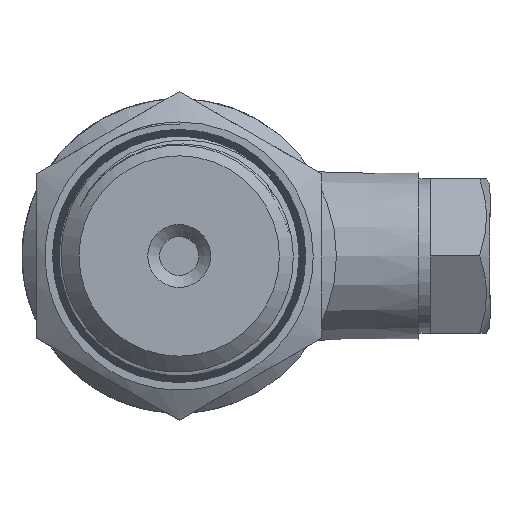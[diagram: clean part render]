
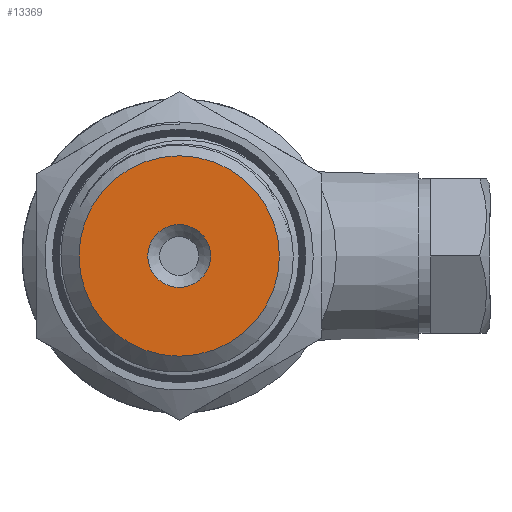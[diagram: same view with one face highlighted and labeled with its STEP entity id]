
A CAD part, left-side view. The second image highlights one B-rep face of the part: STEP entity #13369.
In plain terms, the highlighted planar face has unit normal (-1, 0, 0).
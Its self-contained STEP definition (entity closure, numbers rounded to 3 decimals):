
#1218=FACE_BOUND('',#4054,.T.);
#3266=FACE_OUTER_BOUND('',#4053,.T.);
#4053=EDGE_LOOP('',(#9056));
#4054=EDGE_LOOP('',(#9057));
#4875=CIRCLE('',#14214,8.445);
#4876=CIRCLE('',#14215,2.65);
#5429=VERTEX_POINT('',#20238);
#5430=VERTEX_POINT('',#20240);
#6880=EDGE_CURVE('',#5429,#5429,#4875,.T.);
#6881=EDGE_CURVE('',#5430,#5430,#4876,.T.);
#9056=ORIENTED_EDGE('',*,*,#6880,.F.);
#9057=ORIENTED_EDGE('',*,*,#6881,.T.);
#13194=PLANE('',#14213);
#13369=ADVANCED_FACE('',(#3266,#1218),#13194,.T.);
#14213=AXIS2_PLACEMENT_3D('',#20237,#15242,#15243);
#14214=AXIS2_PLACEMENT_3D('',#20239,#15244,#15245);
#14215=AXIS2_PLACEMENT_3D('',#20241,#15246,#15247);
#15242=DIRECTION('center_axis',(-1.,0.,0.));
#15243=DIRECTION('ref_axis',(0.,0.,1.));
#15244=DIRECTION('center_axis',(1.,0.,0.));
#15245=DIRECTION('ref_axis',(0.,0.,-1.));
#15246=DIRECTION('center_axis',(1.,0.,0.));
#15247=DIRECTION('ref_axis',(0.,0.,-1.));
#20237=CARTESIAN_POINT('Origin',(0.,8.445,0.));
#20238=CARTESIAN_POINT('',(0.,-8.445,0.));
#20239=CARTESIAN_POINT('Origin',(0.,0.,0.));
#20240=CARTESIAN_POINT('',(0.,-2.65,0.));
#20241=CARTESIAN_POINT('Origin',(0.,0.,0.));
